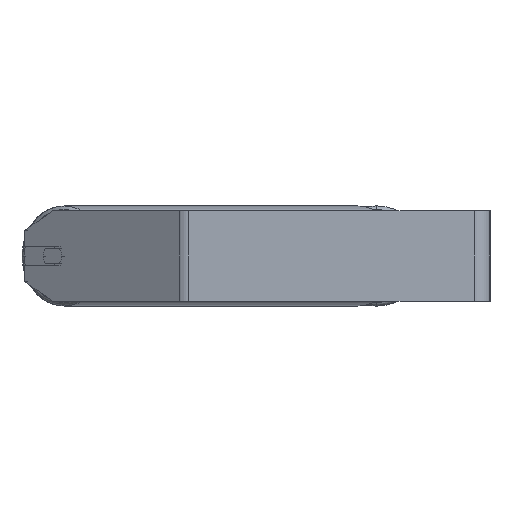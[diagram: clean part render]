
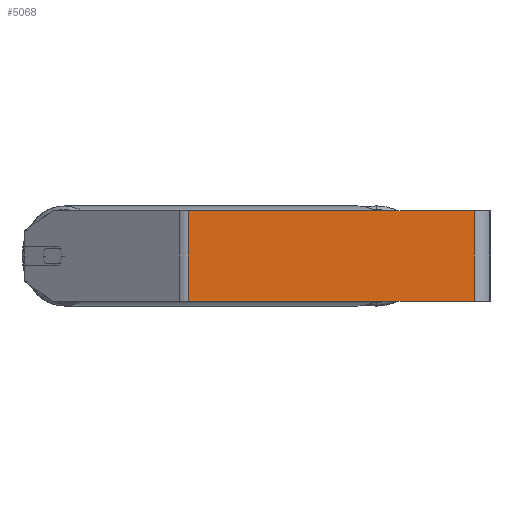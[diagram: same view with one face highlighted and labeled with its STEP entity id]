
A CAD part, left-side view. The second image highlights one B-rep face of the part: STEP entity #5068.
In plain terms, the highlighted planar face has unit normal (-1, 0, 0).
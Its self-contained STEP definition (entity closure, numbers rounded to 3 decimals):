
#45 = EDGE_LOOP ( 'NONE', ( #2434, #70, #6412, #3075 ) ) ;
#70 = ORIENTED_EDGE ( 'NONE', *, *, #352, .F. ) ;
#111 = DIRECTION ( 'NONE',  ( 0., 0., -1. ) ) ;
#352 = EDGE_CURVE ( 'NONE', #8089, #7873, #3429, .T. ) ;
#442 = PLANE ( 'NONE',  #1279 ) ;
#474 = CARTESIAN_POINT ( 'NONE',  ( -745., 14., -40. ) ) ;
#1279 = AXIS2_PLACEMENT_3D ( 'NONE', #6401, #5830, #5786 ) ;
#1363 = DIRECTION ( 'NONE',  ( 0., 0., -1. ) ) ;
#1498 = CARTESIAN_POINT ( 'NONE',  ( -745., 14., 40. ) ) ;
#1518 = EDGE_CURVE ( 'NONE', #8542, #7873, #2054, .T. ) ;
#1577 = CARTESIAN_POINT ( 'NONE',  ( -745., 267.945, -40. ) ) ;
#2054 = LINE ( 'NONE', #3430, #5902 ) ;
#2183 = CARTESIAN_POINT ( 'NONE',  ( -745., 14., 40. ) ) ;
#2434 = ORIENTED_EDGE ( 'NONE', *, *, #1518, .T. ) ;
#2558 = VERTEX_POINT ( 'NONE', #7991 ) ;
#3075 = ORIENTED_EDGE ( 'NONE', *, *, #8461, .T. ) ;
#3094 = VECTOR ( 'NONE', #8376, 1000. ) ;
#3429 = LINE ( 'NONE', #2183, #4468 ) ;
#3430 = CARTESIAN_POINT ( 'NONE',  ( -745., 272.359, -40. ) ) ;
#3745 = FACE_OUTER_BOUND ( 'NONE', #45, .T. ) ;
#4218 = CARTESIAN_POINT ( 'NONE',  ( -745., 272.359, 40. ) ) ;
#4468 = VECTOR ( 'NONE', #111, 1000. ) ;
#4763 = EDGE_CURVE ( 'NONE', #2558, #8089, #5669, .T. ) ;
#5068 = ADVANCED_FACE ( 'NONE', ( #3745 ), #442, .F. ) ;
#5669 = LINE ( 'NONE', #4218, #3094 ) ;
#5786 = DIRECTION ( 'NONE',  ( 0., 0., -1. ) ) ;
#5830 = DIRECTION ( 'NONE',  ( 1., 0., 0. ) ) ;
#5902 = VECTOR ( 'NONE', #8077, 1000. ) ;
#6401 = CARTESIAN_POINT ( 'NONE',  ( -745., 272.359, 40. ) ) ;
#6412 = ORIENTED_EDGE ( 'NONE', *, *, #4763, .F. ) ;
#7410 = CARTESIAN_POINT ( 'NONE',  ( -745., 267.945, 40. ) ) ;
#7873 = VERTEX_POINT ( 'NONE', #474 ) ;
#7991 = CARTESIAN_POINT ( 'NONE',  ( -745., 267.945, 40. ) ) ;
#8077 = DIRECTION ( 'NONE',  ( 0., -1., 0. ) ) ;
#8089 = VERTEX_POINT ( 'NONE', #1498 ) ;
#8166 = LINE ( 'NONE', #7410, #8300 ) ;
#8300 = VECTOR ( 'NONE', #1363, 1000. ) ;
#8376 = DIRECTION ( 'NONE',  ( 0., -1., 0. ) ) ;
#8461 = EDGE_CURVE ( 'NONE', #2558, #8542, #8166, .T. ) ;
#8542 = VERTEX_POINT ( 'NONE', #1577 ) ;
